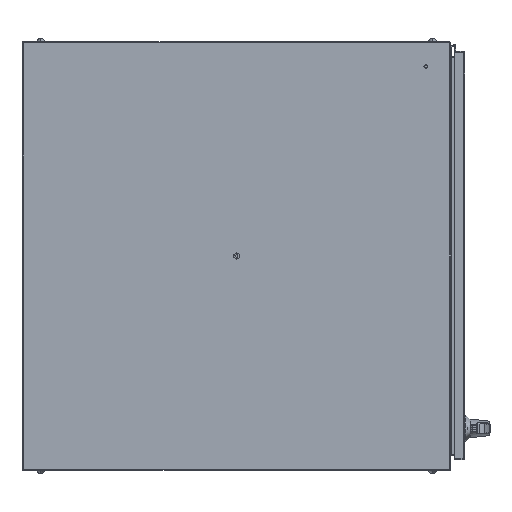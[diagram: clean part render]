
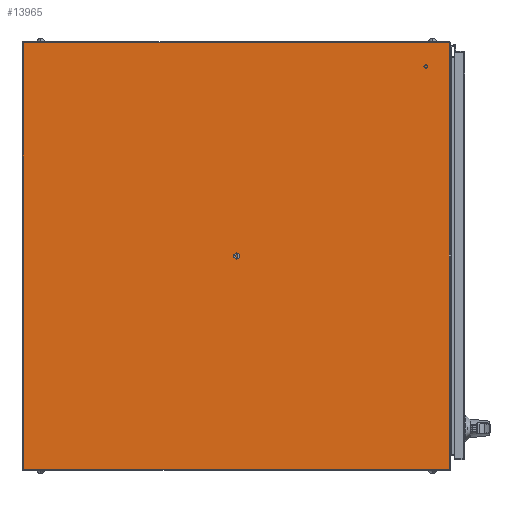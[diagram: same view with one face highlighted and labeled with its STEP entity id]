
A CAD part, front view. The second image highlights one B-rep face of the part: STEP entity #13965.
In plain terms, the highlighted face is planar.
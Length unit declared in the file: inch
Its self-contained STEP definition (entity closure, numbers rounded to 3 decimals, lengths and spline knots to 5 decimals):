
#2573 = ORIENTED_EDGE ( 'NONE', *, *, #103086, .F. ) ;
#6559 = EDGE_LOOP ( 'NONE', ( #59564, #2573, #49578, #98504 ) ) ;
#8580 = FACE_OUTER_BOUND ( 'NONE', #6559, .T. ) ;
#10257 = CARTESIAN_POINT ( 'NONE',  ( -17.935, -18., 0. ) ) ;
#13377 = DIRECTION ( 'NONE',  ( 0., -1., 0. ) ) ;
#13965 = ADVANCED_FACE ( 'NONE', ( #8580 ), #91115, .F. ) ;
#18141 = EDGE_CURVE ( 'NONE', #93741, #78097, #28746, .T. ) ;
#21489 = CARTESIAN_POINT ( 'NONE',  ( 17.935, 18., 0. ) ) ;
#26464 = EDGE_CURVE ( 'NONE', #92527, #93741, #66249, .T. ) ;
#28746 = LINE ( 'NONE', #80932, #70884 ) ;
#29019 = LINE ( 'NONE', #59711, #111808 ) ;
#30060 = DIRECTION ( 'NONE',  ( 1., 0., 0. ) ) ;
#37761 = DIRECTION ( 'NONE',  ( 0., 0., 1. ) ) ;
#44192 = AXIS2_PLACEMENT_3D ( 'NONE', #10257, #37761, #72725 ) ;
#49578 = ORIENTED_EDGE ( 'NONE', *, *, #72070, .F. ) ;
#59564 = ORIENTED_EDGE ( 'NONE', *, *, #26464, .F. ) ;
#59711 = CARTESIAN_POINT ( 'NONE',  ( -17.935, 18., 0. ) ) ;
#66249 = LINE ( 'NONE', #83096, #84427 ) ;
#68298 = VECTOR ( 'NONE', #13377, 39.37008 ) ;
#68761 = DIRECTION ( 'NONE',  ( -1., 0., 0. ) ) ;
#70884 = VECTOR ( 'NONE', #98075, 39.37008 ) ;
#72070 = EDGE_CURVE ( 'NONE', #78097, #93022, #29019, .T. ) ;
#72725 = DIRECTION ( 'NONE',  ( 1., 0., 0. ) ) ;
#77979 = CARTESIAN_POINT ( 'NONE',  ( -17.935, 18., 0. ) ) ;
#78097 = VERTEX_POINT ( 'NONE', #21489 ) ;
#78152 = LINE ( 'NONE', #86007, #68298 ) ;
#80917 = CARTESIAN_POINT ( 'NONE',  ( 17.935, -17.857, 0. ) ) ;
#80932 = CARTESIAN_POINT ( 'NONE',  ( 17.935, -18., 0. ) ) ;
#83096 = CARTESIAN_POINT ( 'NONE',  ( -17.935, -17.857, 0. ) ) ;
#84427 = VECTOR ( 'NONE', #30060, 39.37008 ) ;
#86007 = CARTESIAN_POINT ( 'NONE',  ( -17.935, -18., 0. ) ) ;
#88610 = CARTESIAN_POINT ( 'NONE',  ( -17.935, -17.857, 0. ) ) ;
#91115 = PLANE ( 'NONE',  #44192 ) ;
#92527 = VERTEX_POINT ( 'NONE', #88610 ) ;
#93022 = VERTEX_POINT ( 'NONE', #77979 ) ;
#93741 = VERTEX_POINT ( 'NONE', #80917 ) ;
#98075 = DIRECTION ( 'NONE',  ( 0., 1., 0. ) ) ;
#98504 = ORIENTED_EDGE ( 'NONE', *, *, #18141, .F. ) ;
#103086 = EDGE_CURVE ( 'NONE', #93022, #92527, #78152, .T. ) ;
#111808 = VECTOR ( 'NONE', #68761, 39.37008 ) ;
